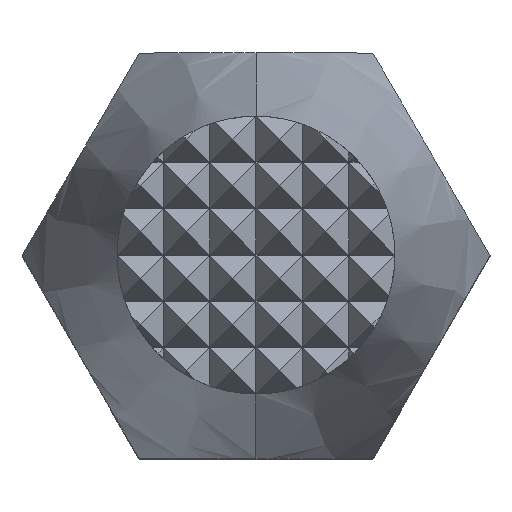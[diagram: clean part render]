
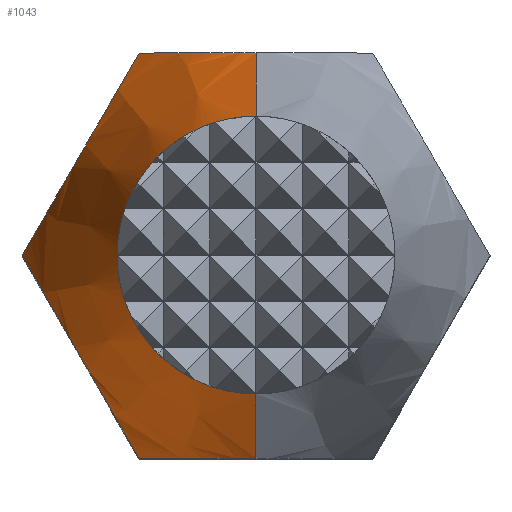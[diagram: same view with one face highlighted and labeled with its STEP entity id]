
A CAD part, top view. The second image highlights one B-rep face of the part: STEP entity #1043.
In plain terms, the highlighted conical face has half-angle 15 degrees and reference radius 8.725 mm.
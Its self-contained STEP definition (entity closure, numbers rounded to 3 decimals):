
#647=EDGE_CURVE('',#653,#709,#1889,.T.);
#653=VERTEX_POINT('',#1895);
#675=EDGE_CURVE('',#1699,#1761,#1918,.T.);
#709=VERTEX_POINT('',#1958);
#717=EDGE_CURVE('',#735,#723,#1966,.T.);
#723=VERTEX_POINT('',#1973);
#735=VERTEX_POINT('',#1987);
#741=VERTEX_POINT('',#1993);
#807=VERTEX_POINT('',#2066);
#867=EDGE_CURVE('',#807,#653,#2134,.T.);
#875=EDGE_CURVE('',#741,#1343,#2143,.T.);
#1043=ADVANCED_FACE('',(#2338),#2339,.T.);
#1343=VERTEX_POINT('',#2684);
#1543=EDGE_CURVE('',#1343,#807,#2913,.T.);
#1545=EDGE_CURVE('',#723,#741,#2915,.T.);
#1631=EDGE_CURVE('',#709,#1699,#3017,.T.);
#1699=VERTEX_POINT('',#3094);
#1761=VERTEX_POINT('',#3167);
#1797=EDGE_CURVE('',#1761,#735,#3205,.T.);
#1889=LINE('',#3301,#3302);
#1895=CARTESIAN_POINT('',(0.,-9.483,27.367));
#1918=CIRCLE('',#3345,6.5);
#1958=CARTESIAN_POINT('',(0.,-6.5,38.5));
#1966=LINE('',#3404,#3405);
#1973=CARTESIAN_POINT('',(0.,9.483,27.367));
#1987=CARTESIAN_POINT('',(0.,6.5,38.5));
#1993=CARTESIAN_POINT('',(-5.475,9.483,21.892));
#2066=CARTESIAN_POINT('',(-5.475,-9.483,21.892));
#2134=(B_SPLINE_CURVE(2,(#3640,#3641,#3642),.UNSPECIFIED.,.F.,.F.)B_SPLINE_CURVE_WITH_KNOTS((3,3),(0.0,15.486),.UNSPECIFIED.)RATIONAL_B_SPLINE_CURVE((1.0,1.155,1.0))BOUNDED_CURVE()REPRESENTATION_ITEM('')GEOMETRIC_REPRESENTATION_ITEM()CURVE());
#2143=(B_SPLINE_CURVE(2,(#3663,#3664,#3665),.UNSPECIFIED.,.F.,.F.)B_SPLINE_CURVE_WITH_KNOTS((3,3),(0.0,15.486),.UNSPECIFIED.)RATIONAL_B_SPLINE_CURVE((1.0,1.155,1.0))BOUNDED_CURVE()REPRESENTATION_ITEM('')GEOMETRIC_REPRESENTATION_ITEM()CURVE());
#2338=FACE_OUTER_BOUND('',#3921,.T.);
#2339=CONICAL_SURFACE('',#3922,8.725,0.262);
#2684=CARTESIAN_POINT('',(-10.95,0.,21.892));
#2913=(B_SPLINE_CURVE(2,(#4731,#4732,#4733),.UNSPECIFIED.,.F.,.F.)B_SPLINE_CURVE_WITH_KNOTS((3,3),(0.0,15.486),.UNSPECIFIED.)RATIONAL_B_SPLINE_CURVE((1.0,1.155,1.0))BOUNDED_CURVE()REPRESENTATION_ITEM('')GEOMETRIC_REPRESENTATION_ITEM()CURVE());
#2915=(B_SPLINE_CURVE(2,(#4743,#4744,#4745),.UNSPECIFIED.,.F.,.F.)B_SPLINE_CURVE_WITH_KNOTS((3,3),(0.0,15.486),.UNSPECIFIED.)RATIONAL_B_SPLINE_CURVE((1.0,1.155,1.0))BOUNDED_CURVE()REPRESENTATION_ITEM('')GEOMETRIC_REPRESENTATION_ITEM()CURVE());
#3017=CIRCLE('',#4899,6.5);
#3094=CARTESIAN_POINT('',(-2.167,-6.128,38.5));
#3167=CARTESIAN_POINT('',(-6.5,0.,38.5));
#3205=CIRCLE('',#5166,6.5);
#3301=CARTESIAN_POINT('',(0.,-8.725,30.196));
#3302=VECTOR('',#5277,1.0);
#3345=AXIS2_PLACEMENT_3D('',#5295,#5296,#5297);
#3404=CARTESIAN_POINT('',(0.,8.725,30.196));
#3405=VECTOR('',#5357,1.0);
#3640=CARTESIAN_POINT('',(-5.475,-9.483,21.892));
#3641=CARTESIAN_POINT('',(0.,-9.483,32.109));
#3642=CARTESIAN_POINT('',(5.475,-9.483,21.892));
#3663=CARTESIAN_POINT('',(-5.475,9.483,21.892));
#3664=CARTESIAN_POINT('',(-8.213,4.741,32.109));
#3665=CARTESIAN_POINT('',(-10.95,0.,21.892));
#3921=EDGE_LOOP('',(#5819,#5820,#5821,#5822,#5823,#5824,#5825,#5826,#5827));
#3922=AXIS2_PLACEMENT_3D('',#5828,#5829,#5830);
#4731=CARTESIAN_POINT('',(-10.95,0.,21.892));
#4732=CARTESIAN_POINT('',(-8.212,-4.741,32.109));
#4733=CARTESIAN_POINT('',(-5.475,-9.483,21.892));
#4743=CARTESIAN_POINT('',(5.475,9.483,21.892));
#4744=CARTESIAN_POINT('',(0.,9.483,32.109));
#4745=CARTESIAN_POINT('',(-5.475,9.483,21.892));
#4899=AXIS2_PLACEMENT_3D('',#6702,#6703,#6704);
#5166=AXIS2_PLACEMENT_3D('',#6943,#6944,#6945);
#5277=DIRECTION('',(0.,0.259,0.966));
#5295=CARTESIAN_POINT('',(0.,0.,38.5));
#5296=DIRECTION('',(0.0,0.0,-1.0));
#5297=DIRECTION('',(0.,1.0,0.0));
#5357=DIRECTION('',(0.,0.259,-0.966));
#5819=ORIENTED_EDGE('',*,*,#717,.T.);
#5820=ORIENTED_EDGE('',*,*,#1545,.T.);
#5821=ORIENTED_EDGE('',*,*,#875,.T.);
#5822=ORIENTED_EDGE('',*,*,#1543,.T.);
#5823=ORIENTED_EDGE('',*,*,#867,.T.);
#5824=ORIENTED_EDGE('',*,*,#647,.T.);
#5825=ORIENTED_EDGE('',*,*,#1631,.T.);
#5826=ORIENTED_EDGE('',*,*,#675,.T.);
#5827=ORIENTED_EDGE('',*,*,#1797,.T.);
#5828=CARTESIAN_POINT('',(0.,0.,30.196));
#5829=DIRECTION('',(0.0,-0.0,-1.0));
#5830=DIRECTION('',(0.,1.0,0.0));
#6702=CARTESIAN_POINT('',(0.,0.,38.5));
#6703=DIRECTION('',(0.0,0.0,-1.0));
#6704=DIRECTION('',(0.,1.0,0.0));
#6943=CARTESIAN_POINT('',(0.,0.,38.5));
#6944=DIRECTION('',(0.0,0.0,-1.0));
#6945=DIRECTION('',(0.,1.0,0.0));
